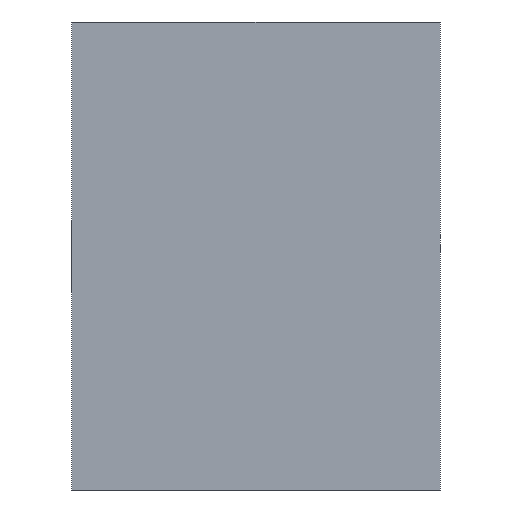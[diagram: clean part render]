
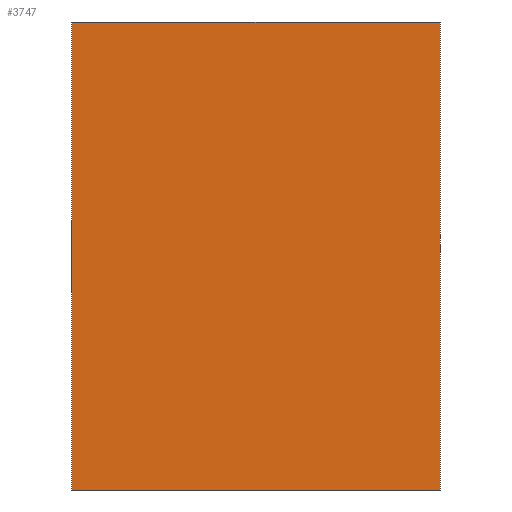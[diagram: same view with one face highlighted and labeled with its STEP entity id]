
A CAD part, left-side view. The second image highlights one B-rep face of the part: STEP entity #3747.
In plain terms, the highlighted planar face has unit normal (-1, 0, 0).
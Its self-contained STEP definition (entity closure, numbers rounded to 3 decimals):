
#220=DIRECTION('',(0.,-1.,0.));
#221=VECTOR('',#220,0.26);
#222=CARTESIAN_POINT('',(-0.315,0.26,-0.165));
#223=LINE('',#222,#221);
#236=DIRECTION('',(0.,0.,-1.));
#237=VECTOR('',#236,0.33);
#238=CARTESIAN_POINT('',(-0.315,0.26,0.165));
#239=LINE('',#238,#237);
#920=DIRECTION('',(0.,0.,-1.));
#921=VECTOR('',#920,0.33);
#922=CARTESIAN_POINT('',(-0.315,0.,0.165));
#923=LINE('',#922,#921);
#924=DIRECTION('',(0.,-1.,0.));
#925=VECTOR('',#924,0.26);
#926=CARTESIAN_POINT('',(-0.315,0.26,0.165));
#927=LINE('',#926,#925);
#2176=CARTESIAN_POINT('',(-0.315,0.,-0.165));
#2177=VERTEX_POINT('',#2176);
#2178=CARTESIAN_POINT('',(-0.315,0.,0.165));
#2179=VERTEX_POINT('',#2178);
#2196=CARTESIAN_POINT('',(-0.315,0.26,-0.165));
#2198=VERTEX_POINT('',#2196);
#2206=CARTESIAN_POINT('',(-0.315,0.26,0.165));
#2207=VERTEX_POINT('',#2206);
#3736=CARTESIAN_POINT('',(-0.315,0.,-0.165));
#3737=DIRECTION('',(-1.,0.,0.));
#3738=DIRECTION('',(0.,0.,1.));
#3739=AXIS2_PLACEMENT_3D('',#3736,#3737,#3738);
#3740=PLANE('',#3739);
#3741=ORIENTED_EDGE('',*,*,#3730,.T.);
#3742=ORIENTED_EDGE('',*,*,#3215,.F.);
#3743=ORIENTED_EDGE('',*,*,#3233,.F.);
#3744=ORIENTED_EDGE('',*,*,#3703,.T.);
#3745=EDGE_LOOP('',(#3741,#3742,#3743,#3744));
#3746=FACE_OUTER_BOUND('',#3745,.F.);
#3747=ADVANCED_FACE('',(#3746),#3740,.T.);
#3215=EDGE_CURVE('',#2198,#2177,#223,.T.);
#3233=EDGE_CURVE('',#2207,#2198,#239,.T.);
#3703=EDGE_CURVE('',#2207,#2179,#927,.T.);
#3730=EDGE_CURVE('',#2179,#2177,#923,.T.);
